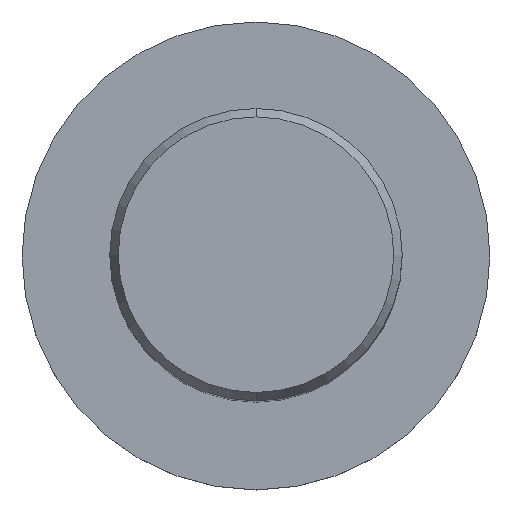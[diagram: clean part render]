
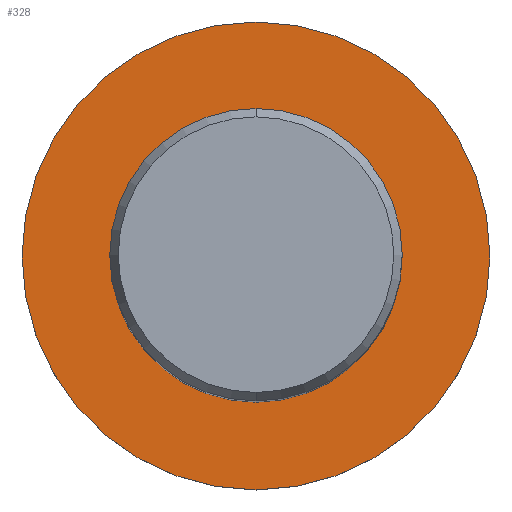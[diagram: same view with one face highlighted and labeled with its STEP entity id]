
A CAD part, top view. The second image highlights one B-rep face of the part: STEP entity #328.
In plain terms, the highlighted planar face has unit normal (0, 0, 1).
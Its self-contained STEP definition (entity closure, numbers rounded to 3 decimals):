
#240=EDGE_CURVE('',#368,#332,#574,.T.);
#262=EDGE_CURVE('',#332,#368,#598,.T.);
#276=EDGE_CURVE('',#452,#478,#614,.T.);
#328=ADVANCED_FACE('',(#671,#672),#673,.T.);
#332=VERTEX_POINT('',#677);
#368=VERTEX_POINT('',#716);
#452=VERTEX_POINT('',#811);
#476=EDGE_CURVE('',#478,#452,#838,.T.);
#478=VERTEX_POINT('',#840);
#574=CIRCLE('',#961,16.0);
#598=CIRCLE('',#991,16.0);
#614=CIRCLE('',#1012,10.0);
#671=FACE_BOUND('',#1156,.T.);
#672=FACE_OUTER_BOUND('',#1157,.T.);
#673=PLANE('',#1158);
#677=CARTESIAN_POINT('',(0.0,16.0,-50.0));
#716=CARTESIAN_POINT('',(0.,-16.0,-50.0));
#811=CARTESIAN_POINT('',(0.,-10.0,-50.0));
#838=CIRCLE('',#1522,10.0);
#840=CARTESIAN_POINT('',(0.0,10.0,-50.0));
#961=AXIS2_PLACEMENT_3D('',#1607,#1608,#1609);
#991=AXIS2_PLACEMENT_3D('',#1641,#1642,#1643);
#1012=AXIS2_PLACEMENT_3D('',#1666,#1667,#1668);
#1156=EDGE_LOOP('',(#1741,#1742));
#1157=EDGE_LOOP('',(#1743,#1744));
#1158=AXIS2_PLACEMENT_3D('',#1745,#1746,#1747);
#1522=AXIS2_PLACEMENT_3D('',#1937,#1938,#1939);
#1607=CARTESIAN_POINT('',(0.0,0.0,-50.0));
#1608=DIRECTION('',(0.0,0.0,-1.0));
#1609=DIRECTION('',(0.0,1.0,0.0));
#1641=CARTESIAN_POINT('',(0.0,0.0,-50.0));
#1642=DIRECTION('',(0.0,0.0,-1.0));
#1643=DIRECTION('',(0.0,1.0,0.0));
#1666=CARTESIAN_POINT('',(0.0,0.0,-50.0));
#1667=DIRECTION('',(-0.0,0.0,-1.0));
#1668=DIRECTION('',(0.0,1.0,0.0));
#1741=ORIENTED_EDGE('',*,*,#476,.T.);
#1742=ORIENTED_EDGE('',*,*,#276,.T.);
#1743=ORIENTED_EDGE('',*,*,#262,.F.);
#1744=ORIENTED_EDGE('',*,*,#240,.F.);
#1745=CARTESIAN_POINT('',(0.0,8.0,-50.0));
#1746=DIRECTION('',(-0.0,0.0,1.0));
#1747=DIRECTION('',(0.0,-1.0,0.0));
#1937=CARTESIAN_POINT('',(0.0,0.0,-50.0));
#1938=DIRECTION('',(-0.0,0.0,-1.0));
#1939=DIRECTION('',(0.0,1.0,0.0));
